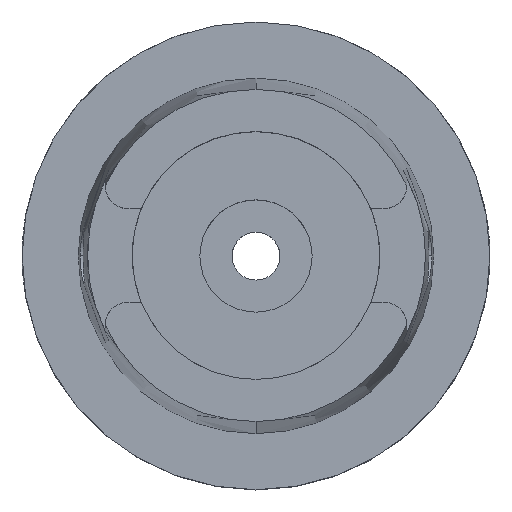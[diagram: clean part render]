
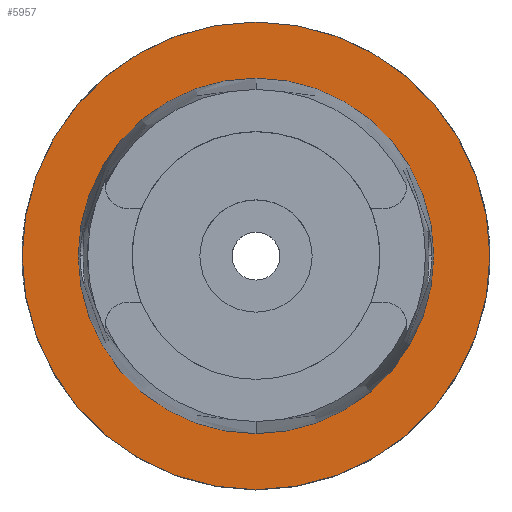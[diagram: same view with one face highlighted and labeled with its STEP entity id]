
A CAD part, top view. The second image highlights one B-rep face of the part: STEP entity #5957.
In plain terms, the highlighted planar face has unit normal (0, 0, 1).
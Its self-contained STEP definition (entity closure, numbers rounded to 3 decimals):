
#3062=CARTESIAN_POINT('',(0.,0.,0.));
#3063=DIRECTION('',(0.,0.,-1.));
#3064=DIRECTION('',(0.,-1.,0.));
#3065=AXIS2_PLACEMENT_3D('',#3062,#3063,#3064);
#3070=CARTESIAN_POINT('',(0.,0.,0.));
#3071=DIRECTION('',(0.,0.,-1.));
#3072=DIRECTION('',(0.,1.,0.));
#3073=AXIS2_PLACEMENT_3D('',#3070,#3071,#3072);
#3078=CARTESIAN_POINT('',(0.,0.,0.));
#3079=DIRECTION('',(0.,0.,1.));
#3080=DIRECTION('',(0.,-1.,0.));
#3081=AXIS2_PLACEMENT_3D('',#3078,#3079,#3080);
#3086=CARTESIAN_POINT('',(0.,0.,0.));
#3087=DIRECTION('',(0.,0.,1.));
#3088=DIRECTION('',(0.,1.,0.));
#3089=AXIS2_PLACEMENT_3D('',#3086,#3087,#3088);
#3351=CARTESIAN_POINT('',(0.,-38.,0.));
#3352=VERTEX_POINT('',#3351);
#3353=CARTESIAN_POINT('',(0.,38.,0.));
#3354=VERTEX_POINT('',#3353);
#3723=CARTESIAN_POINT('',(0.,50.,0.));
#3724=VERTEX_POINT('',#3723);
#3725=CARTESIAN_POINT('',(0.,-50.,0.));
#3726=VERTEX_POINT('',#3725);
#5944=CARTESIAN_POINT('',(0.,0.,0.));
#5945=DIRECTION('',(0.,0.,1.));
#5946=DIRECTION('',(0.,1.,0.));
#5947=AXIS2_PLACEMENT_3D('',#5944,#5945,#5946);
#5948=PLANE('',#5947);
#5949=ORIENTED_EDGE('',*,*,#5709,.T.);
#5950=ORIENTED_EDGE('',*,*,#5818,.T.);
#5951=EDGE_LOOP('',(#5949,#5950));
#5952=FACE_OUTER_BOUND('',#5951,.F.);
#5953=ORIENTED_EDGE('',*,*,#3958,.T.);
#5954=ORIENTED_EDGE('',*,*,#3917,.T.);
#5955=EDGE_LOOP('',(#5953,#5954));
#5956=FACE_BOUND('',#5955,.F.);
#3066=CIRCLE('',#3065,50.);
#3074=CIRCLE('',#3073,50.);
#3082=CIRCLE('',#3081,38.);
#3090=CIRCLE('',#3089,38.);
#3917=EDGE_CURVE('',#3354,#3352,#3090,.T.);
#3958=EDGE_CURVE('',#3352,#3354,#3082,.T.);
#5709=EDGE_CURVE('',#3726,#3724,#3066,.T.);
#5818=EDGE_CURVE('',#3724,#3726,#3074,.T.);
#5957=ADVANCED_FACE('',(#5952,#5956),#5948,.T.);
